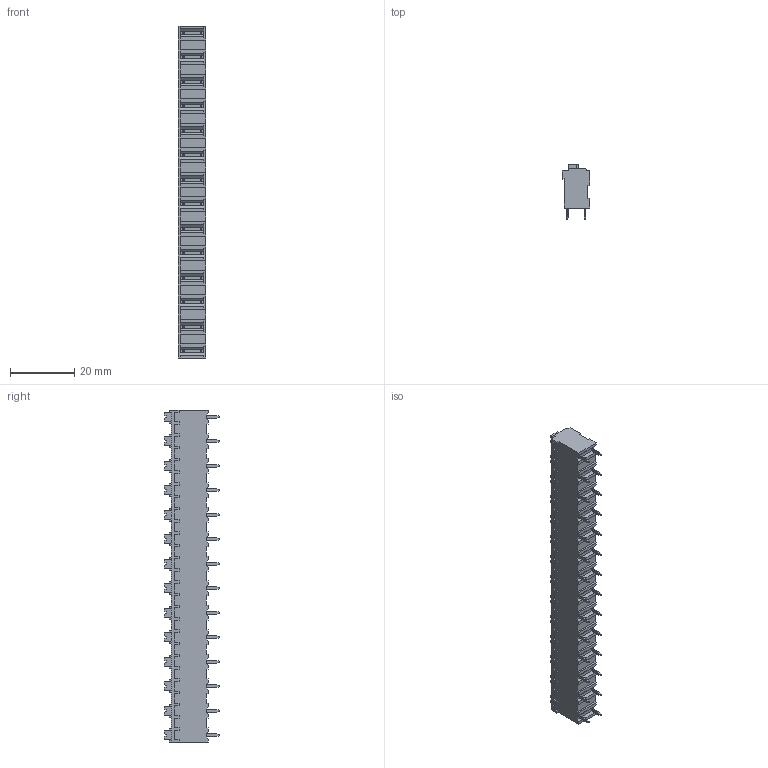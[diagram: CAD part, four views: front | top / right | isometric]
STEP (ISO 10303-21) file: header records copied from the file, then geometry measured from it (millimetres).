
FILE_DESCRIPTION((''),'2;1');
FILE_NAME('TLM-004VT-7_62-XXP-X','2024-09-30T',('sj'),(''),'PRO/ENGINEER BY PARAMETRIC TECHNOLOGY CORPORATION, 2015240','PRO/ENGINEER BY PARAMETRIC TECHNOLOGY CORPORATION, 2015240','');
FILE_SCHEMA(('CONFIG_CONTROL_DESIGN','SHAPE_APPEARANCE_LAYERS_GROUPS'));
Length unit declared in the file: millimetre
Products named in the file (1): TLM-004VT-7_62-XXP-X
Bounding box: 8.4 x 17.15 x 103.26 mm (x, y, z)
Volume: 5679.5 mm3; surface area: 8582.9 mm2
Topology: 1 solids, 1 shells, 1420 faces, 4018 edges, 2670 vertices
Faces by surface type: plane 1280, cylinder 140
Entity records: 45528 total; most frequent: CARTESIAN_POINT 8444, ORIENTED_EDGE 8036, DIRECTION 7110, EDGE_CURVE 4018, VECTOR 3598, LINE 3598, VERTEX_POINT 2670, AXIS2_PLACEMENT_3D 1756
